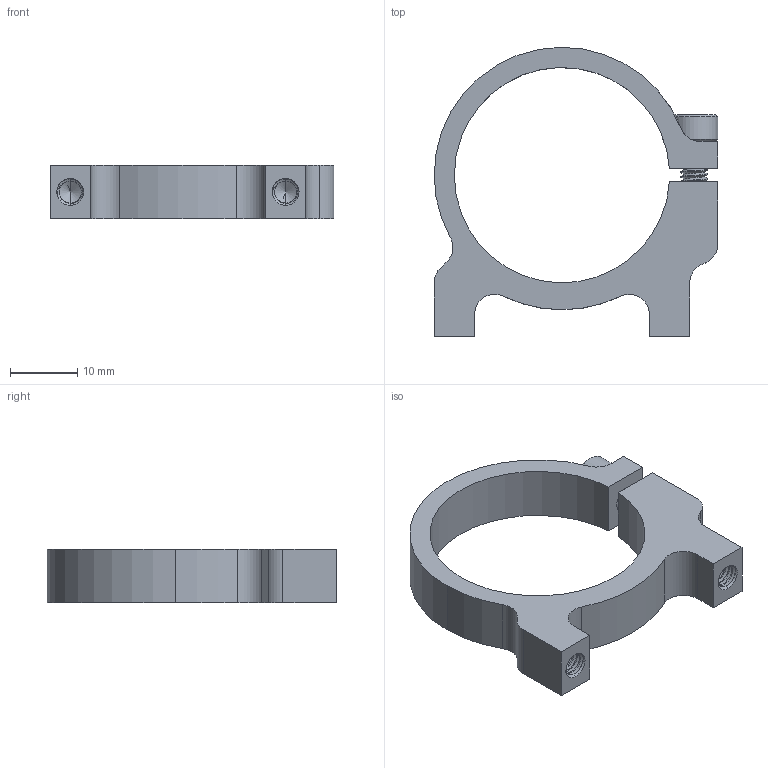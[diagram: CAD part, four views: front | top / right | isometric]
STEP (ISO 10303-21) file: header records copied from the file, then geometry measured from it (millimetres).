
FILE_DESCRIPTION (( 'STEP AP203' ), '1' );
FILE_NAME ('1400-0032-0032 assembly.STEP', '2017-04-20T20:15:21', ( '' ), ( '' ), 'SwSTEP 2.0', 'SolidWorks 2016', '' );
FILE_SCHEMA (( 'CONFIG_CONTROL_DESIGN' ));
Length unit declared in the file: inch
Products named in the file (3): 1400-0032-0032; 2800-0004-0010_90128A207; 1400-0032-0032 assembly
Assembly tree (2 placements, depth 2):
  1400-0032-0032 assembly
    1400-0032-0032
    2800-0004-0010_90128A207
Bounding box: 42.17 x 43 x 8 mm (x, y, z)
Volume: 4584.5 mm3; surface area: 4222.1 mm2
Topology: 2 solids, 2 shells, 264 faces, 747 edges, 486 vertices
Faces by surface type: cylinder 204, plane 27, cone 25, bspline 8
Entity records: 17919 total; most frequent: CARTESIAN_POINT 11897, ORIENTED_EDGE 1482, DIRECTION 956, EDGE_CURVE 741, VERTEX_POINT 486, AXIS2_PLACEMENT_3D 346, EDGE_LOOP 271, VECTOR 264
